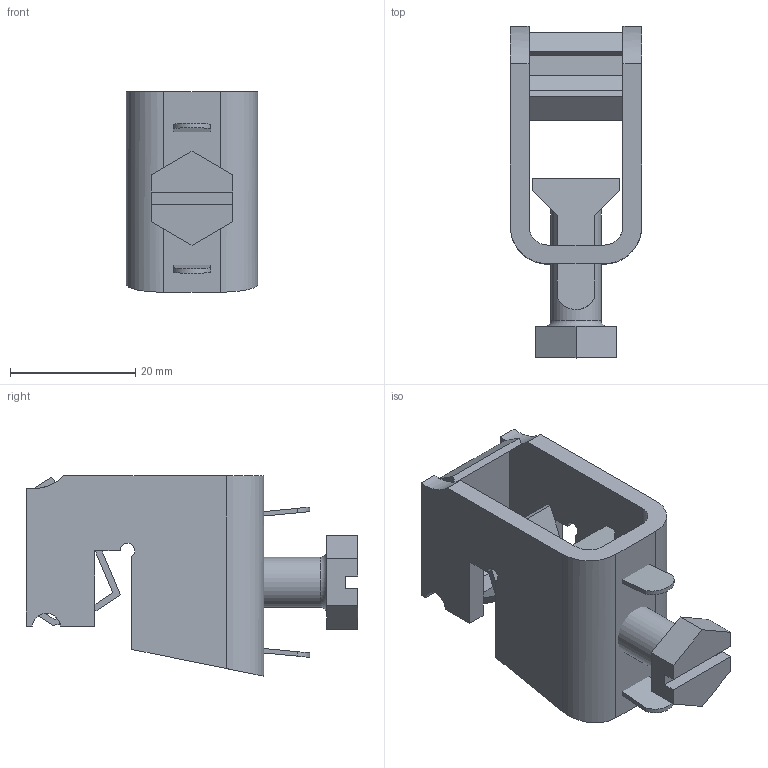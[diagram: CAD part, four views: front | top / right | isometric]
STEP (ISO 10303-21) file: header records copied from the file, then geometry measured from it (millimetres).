
FILE_DESCRIPTION(/* description */ ('STEP AP214'),/* implementation_level */ '2;1');
FILE_NAME(/* name */ '01287',/* time_stamp */ '2024-11-11T16:39:36+01:00',/* author */ ('License CC BY-ND 4.0'),/* organization */ ('CADENAS'),/* preprocessor_version */ 'ST-DEVELOPER v19.3',/* originating_system */ 'PARTsolutions',/* authorisation */ ' ');
FILE_SCHEMA (('AUTOMOTIVE_DESIGN {1 0 10303 214 3 1 1}'));
Length unit declared in the file: millimetre
Products named in the file (4): 01287; 01287b; 01287s; 01287b2
Assembly tree (3 placements, depth 2):
  01287
    01287b
    01287s
    01287b2
Bounding box: 21 x 53 x 32 mm (x, y, z)
Volume: 9660 mm3; surface area: 9108.4 mm2
Topology: 3 solids, 3 shells, 89 faces, 254 edges, 162 vertices
Faces by surface type: plane 74, cylinder 13, torus 1, cone 1
Full cylindrical faces by diameter (mm): 8 x1
Entity records: 2958 total; most frequent: CARTESIAN_POINT 506, ORIENTED_EDGE 502, DIRECTION 477, EDGE_CURVE 251, LINE 211, VECTOR 211, VERTEX_POINT 162, AXIS2_PLACEMENT_3D 133
